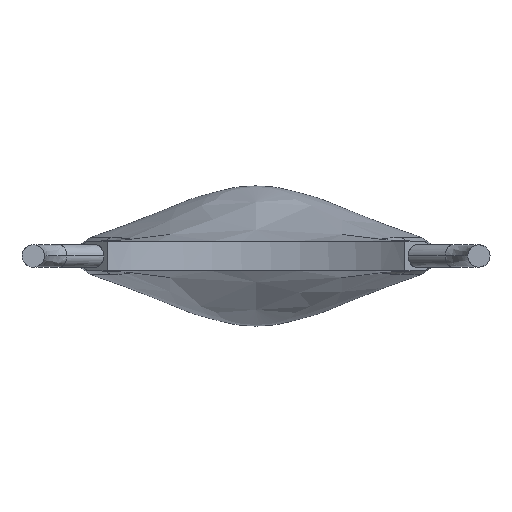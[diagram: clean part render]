
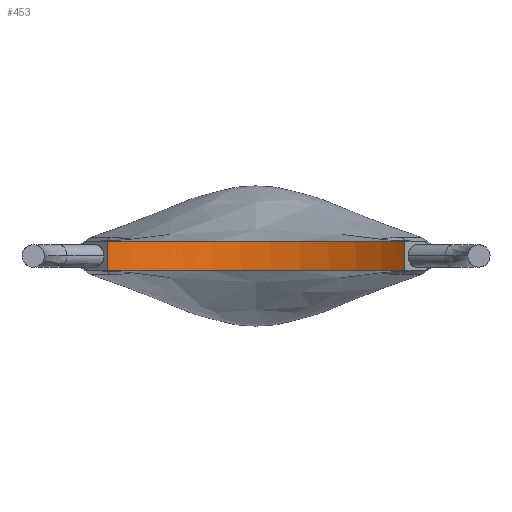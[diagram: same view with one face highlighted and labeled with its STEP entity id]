
A CAD part, front view. The second image highlights one B-rep face of the part: STEP entity #453.
In plain terms, the highlighted free-form (B-spline) face has degree [1, 2] with [2, 9] control points.
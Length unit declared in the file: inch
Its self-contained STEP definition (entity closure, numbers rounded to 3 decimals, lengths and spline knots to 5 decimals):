
#49=B_SPLINE_CURVE_WITH_KNOTS('',3,(#1885,#1886,#1887,#1888,#1889,#1890,
#1891,#1892,#1893,#1894,#1895,#1896,#1897,#1898,#1899,#1900,#1901,#1902),
 .UNSPECIFIED.,.F.,.F.,(4,2,2,2,2,2,2,2,4),(-0.00554,-0.00484,
-0.00415,-0.00346,-0.00277,-0.00208,
-0.00138,-0.00069,0.),
 .UNSPECIFIED.);
#50=B_SPLINE_CURVE_WITH_KNOTS('',1,(#1903,#1904),.UNSPECIFIED.,.F.,.F.,
(2,2),(0.,0.01999),.UNSPECIFIED.);
#51=B_SPLINE_CURVE_WITH_KNOTS('',3,(#1905,#1906,#1907,#1908,#1909,#1910,
#1911,#1912,#1913,#1914,#1915,#1916,#1917,#1918,#1919,#1920,#1921,#1922),
 .UNSPECIFIED.,.F.,.F.,(4,2,2,2,2,2,2,2,4),(0.,0.00069,
0.00138,0.00208,0.00277,0.00346,
0.00415,0.00484,0.00554),
 .UNSPECIFIED.);
#52=B_SPLINE_CURVE_WITH_KNOTS('',1,(#1923,#1924),.UNSPECIFIED.,.F.,.F.,
(2,2),(-0.01999,0.),.UNSPECIFIED.);
#453=ADVANCED_FACE('',(#487),#1062,.T.);
#487=FACE_OUTER_BOUND('',#522,.T.);
#522=EDGE_LOOP('',(#597,#598,#599,#600));
#597=ORIENTED_EDGE('',*,*,#748,.F.);
#598=ORIENTED_EDGE('',*,*,#749,.F.);
#599=ORIENTED_EDGE('',*,*,#750,.F.);
#600=ORIENTED_EDGE('',*,*,#747,.F.);
#747=EDGE_CURVE('',#955,#956,#49,.T.);
#748=EDGE_CURVE('',#957,#955,#50,.T.);
#749=EDGE_CURVE('',#958,#957,#51,.T.);
#750=EDGE_CURVE('',#956,#958,#52,.T.);
#955=VERTEX_POINT('',#1881);
#956=VERTEX_POINT('',#1882);
#957=VERTEX_POINT('',#1883);
#958=VERTEX_POINT('',#1884);
#1062=(
BOUNDED_SURFACE()
B_SPLINE_SURFACE(1,2,((#1863,#1864,#1865,#1866,#1867,#1868,#1869,#1870,
#1871),(#1872,#1873,#1874,#1875,#1876,#1877,#1878,#1879,#1880)),
 .UNSPECIFIED.,.F.,.F.,.F.)
B_SPLINE_SURFACE_WITH_KNOTS((2,2),(3,2,2,2,3),(0.,0.02477),(0.,
1.5708,3.14159,4.71239,6.28319),
 .UNSPECIFIED.)
GEOMETRIC_REPRESENTATION_ITEM()
RATIONAL_B_SPLINE_SURFACE(((1.,0.707,1.,0.707,1.,
0.707,1.,0.707,1.),(1.,0.707,1.,0.707,
1.,0.707,1.,0.707,1.)))
REPRESENTATION_ITEM('')
SURFACE()
);
#1863=CARTESIAN_POINT('',(-0.15,-0.29,0.01239));
#1864=CARTESIAN_POINT('',(-0.15,-0.14,0.01239));
#1865=CARTESIAN_POINT('',(0.,-0.14,0.01239));
#1866=CARTESIAN_POINT('',(0.15,-0.14,0.01239));
#1867=CARTESIAN_POINT('',(0.15,-0.29,0.01239));
#1868=CARTESIAN_POINT('',(0.15,-0.44,0.01239));
#1869=CARTESIAN_POINT('',(0.,-0.44,0.01239));
#1870=CARTESIAN_POINT('',(-0.15,-0.44,0.01239));
#1871=CARTESIAN_POINT('',(-0.15,-0.29,0.01239));
#1872=CARTESIAN_POINT('',(-0.15,-0.29,-0.01239));
#1873=CARTESIAN_POINT('',(-0.15,-0.14,-0.01239));
#1874=CARTESIAN_POINT('',(0.,-0.14,-0.01239));
#1875=CARTESIAN_POINT('',(0.15,-0.14,-0.01239));
#1876=CARTESIAN_POINT('',(0.15,-0.29,-0.01239));
#1877=CARTESIAN_POINT('',(0.15,-0.44,-0.01239));
#1878=CARTESIAN_POINT('',(0.,-0.44,-0.01239));
#1879=CARTESIAN_POINT('',(-0.15,-0.44,-0.01239));
#1880=CARTESIAN_POINT('',(-0.15,-0.29,-0.01239));
#1881=CARTESIAN_POINT('',(0.1001,-0.17829,-0.00999));
#1882=CARTESIAN_POINT('',(-0.1001,-0.17829,-0.00999));
#1883=CARTESIAN_POINT('',(0.1001,-0.17829,0.00999));
#1884=CARTESIAN_POINT('',(-0.1001,-0.17829,0.00999));
#1885=CARTESIAN_POINT('',(0.1001,-0.17829,-0.00999));
#1886=CARTESIAN_POINT('',(0.0933,-0.17219,-0.01001));
#1887=CARTESIAN_POINT('',(0.08594,-0.16672,-0.01));
#1888=CARTESIAN_POINT('',(0.07035,-0.1572,-0.00999));
#1889=CARTESIAN_POINT('',(0.06212,-0.15316,-0.01002));
#1890=CARTESIAN_POINT('',(0.04506,-0.14664,-0.01));
#1891=CARTESIAN_POINT('',(0.03623,-0.14415,-0.00998));
#1892=CARTESIAN_POINT('',(0.01827,-0.14084,-0.00999));
#1893=CARTESIAN_POINT('',(0.00913,-0.14,-0.01002));
#1894=CARTESIAN_POINT('',(-0.00913,-0.14,-0.01002));
#1895=CARTESIAN_POINT('',(-0.01827,-0.14084,-0.01));
#1896=CARTESIAN_POINT('',(-0.03623,-0.14415,-0.00998));
#1897=CARTESIAN_POINT('',(-0.04506,-0.14664,-0.01));
#1898=CARTESIAN_POINT('',(-0.06212,-0.15316,-0.01002));
#1899=CARTESIAN_POINT('',(-0.07035,-0.15721,-0.00999));
#1900=CARTESIAN_POINT('',(-0.08594,-0.16672,-0.01));
#1901=CARTESIAN_POINT('',(-0.0933,-0.17219,-0.01001));
#1902=CARTESIAN_POINT('',(-0.1001,-0.17829,-0.00999));
#1903=CARTESIAN_POINT('',(0.1001,-0.17829,0.00999));
#1904=CARTESIAN_POINT('',(0.1001,-0.17829,-0.00999));
#1905=CARTESIAN_POINT('',(-0.1001,-0.17829,0.00999));
#1906=CARTESIAN_POINT('',(-0.0933,-0.17219,0.01001));
#1907=CARTESIAN_POINT('',(-0.08594,-0.16672,0.01));
#1908=CARTESIAN_POINT('',(-0.07035,-0.15721,0.00999));
#1909=CARTESIAN_POINT('',(-0.06212,-0.15316,0.01002));
#1910=CARTESIAN_POINT('',(-0.04506,-0.14664,0.01));
#1911=CARTESIAN_POINT('',(-0.03623,-0.14415,0.00998));
#1912=CARTESIAN_POINT('',(-0.01827,-0.14084,0.00999));
#1913=CARTESIAN_POINT('',(-0.00913,-0.14,0.01002));
#1914=CARTESIAN_POINT('',(0.00913,-0.14,0.01002));
#1915=CARTESIAN_POINT('',(0.01827,-0.14084,0.00999));
#1916=CARTESIAN_POINT('',(0.03623,-0.14415,0.00998));
#1917=CARTESIAN_POINT('',(0.04506,-0.14664,0.01));
#1918=CARTESIAN_POINT('',(0.06212,-0.15316,0.01002));
#1919=CARTESIAN_POINT('',(0.07035,-0.1572,0.00999));
#1920=CARTESIAN_POINT('',(0.08594,-0.16672,0.01));
#1921=CARTESIAN_POINT('',(0.0933,-0.17219,0.01001));
#1922=CARTESIAN_POINT('',(0.1001,-0.17829,0.00999));
#1923=CARTESIAN_POINT('',(-0.1001,-0.17829,-0.00999));
#1924=CARTESIAN_POINT('',(-0.1001,-0.17829,0.00999));
